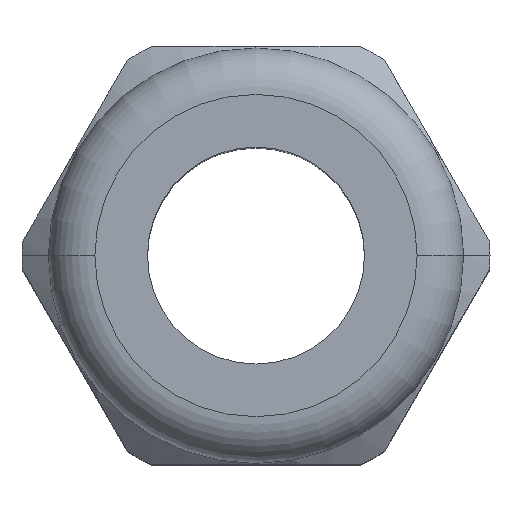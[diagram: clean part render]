
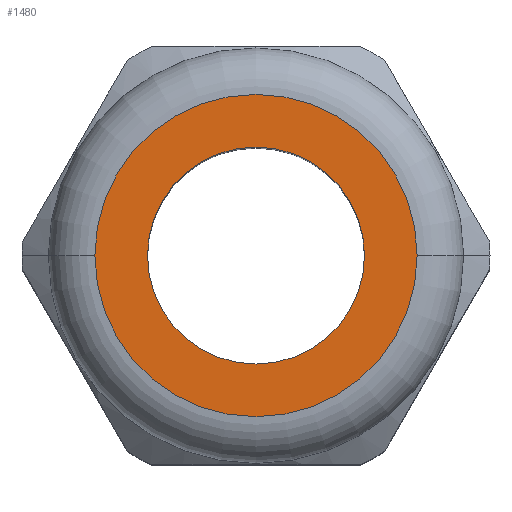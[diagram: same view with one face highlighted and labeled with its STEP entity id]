
A CAD part, top view. The second image highlights one B-rep face of the part: STEP entity #1480.
In plain terms, the highlighted planar face has unit normal (0, 0, 1).
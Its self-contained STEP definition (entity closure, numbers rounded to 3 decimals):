
#4 = VERTEX_POINT ( 'NONE', #1336 ) ;
#11 = VERTEX_POINT ( 'NONE', #1362 ) ;
#13 = EDGE_CURVE ( 'NONE', #11, #4, #1422, .T. ) ;
#35 = VERTEX_POINT ( 'NONE', #1438 ) ;
#38 = EDGE_CURVE ( 'NONE', #35, #1562, #1390, .T. ) ;
#1043 = CARTESIAN_POINT ( 'NONE',  ( 0., 0., 38. ) ) ;
#1045 = CIRCLE ( 'NONE', #1126, 10.4 ) ;
#1081 = DIRECTION ( 'NONE',  ( 1., 0., 0. ) ) ;
#1083 = DIRECTION ( 'NONE',  ( 0., 0., 1. ) ) ;
#1126 = AXIS2_PLACEMENT_3D ( 'NONE', #1043, #1083, #1081 ) ;
#1138 = FACE_BOUND ( 'NONE', #1465, .T. ) ;
#1141 = FACE_OUTER_BOUND ( 'NONE', #1486, .T. ) ;
#1142 = DIRECTION ( 'NONE',  ( 1., 0., 0. ) ) ;
#1143 = DIRECTION ( 'NONE',  ( 0., 0., 1. ) ) ;
#1150 = CARTESIAN_POINT ( 'NONE',  ( 0., 0., 38. ) ) ;
#1154 = AXIS2_PLACEMENT_3D ( 'NONE', #1150, #1143, #1142 ) ;
#1156 = DIRECTION ( 'NONE',  ( -1., 0., 0. ) ) ;
#1157 = DIRECTION ( 'NONE',  ( 0., 0., -1. ) ) ;
#1158 = PLANE ( 'NONE',  #1154 ) ;
#1161 = CARTESIAN_POINT ( 'NONE',  ( 0., 0., 38. ) ) ;
#1162 = AXIS2_PLACEMENT_3D ( 'NONE', #1161, #1157, #1156 ) ;
#1163 = CIRCLE ( 'NONE', #1162, 7. ) ;
#1231 = CARTESIAN_POINT ( 'NONE',  ( -10.4, 0., 38. ) ) ;
#1329 = DIRECTION ( 'NONE',  ( 1., 0., 0. ) ) ;
#1330 = DIRECTION ( 'NONE',  ( 0., 0., 1. ) ) ;
#1331 = CARTESIAN_POINT ( 'NONE',  ( 0., 0., 38. ) ) ;
#1332 = AXIS2_PLACEMENT_3D ( 'NONE', #1331, #1330, #1329 ) ;
#1336 = CARTESIAN_POINT ( 'NONE',  ( -7., 0., 38. ) ) ;
#1362 = CARTESIAN_POINT ( 'NONE',  ( 7., 0., 38. ) ) ;
#1390 = CIRCLE ( 'NONE', #1332, 10.4 ) ;
#1418 = DIRECTION ( 'NONE',  ( -1., 0., 0. ) ) ;
#1419 = DIRECTION ( 'NONE',  ( 0., 0., -1. ) ) ;
#1420 = CARTESIAN_POINT ( 'NONE',  ( 0., 0., 38. ) ) ;
#1421 = AXIS2_PLACEMENT_3D ( 'NONE', #1420, #1419, #1418 ) ;
#1422 = CIRCLE ( 'NONE', #1421, 7. ) ;
#1438 = CARTESIAN_POINT ( 'NONE',  ( 10.4, 0., 38. ) ) ;
#1448 = EDGE_CURVE ( 'NONE', #1562, #35, #1045, .T. ) ;
#1451 = ORIENTED_EDGE ( 'NONE', *, *, #38, .T. ) ;
#1461 = ORIENTED_EDGE ( 'NONE', *, *, #1479, .T. ) ;
#1465 = EDGE_LOOP ( 'NONE', ( #1461, #1472 ) ) ;
#1471 = ORIENTED_EDGE ( 'NONE', *, *, #1448, .T. ) ;
#1472 = ORIENTED_EDGE ( 'NONE', *, *, #13, .T. ) ;
#1479 = EDGE_CURVE ( 'NONE', #4, #11, #1163, .T. ) ;
#1480 = ADVANCED_FACE ( 'NONE', ( #1138, #1141 ), #1158, .T. ) ;
#1486 = EDGE_LOOP ( 'NONE', ( #1451, #1471 ) ) ;
#1562 = VERTEX_POINT ( 'NONE', #1231 ) ;
